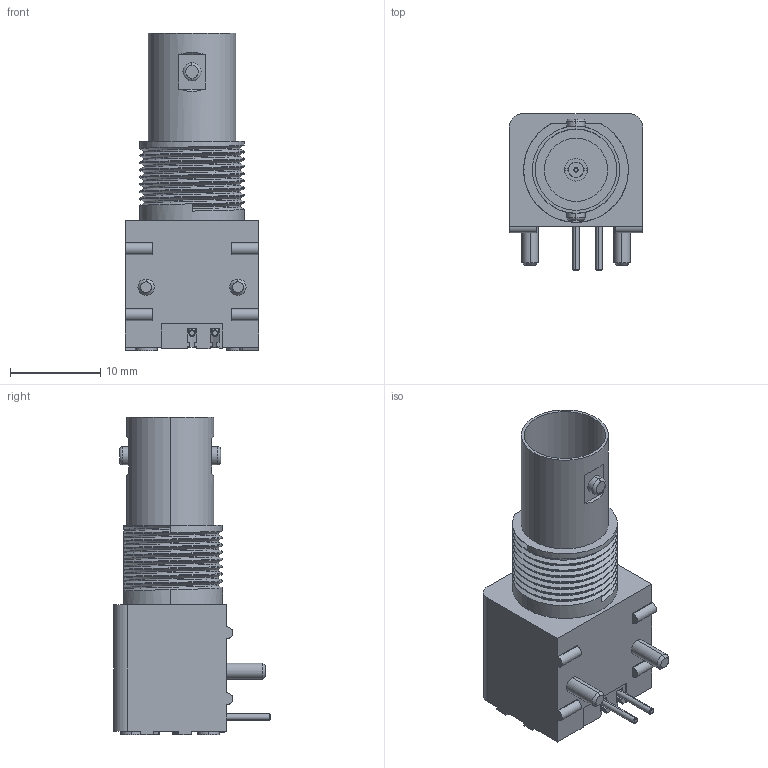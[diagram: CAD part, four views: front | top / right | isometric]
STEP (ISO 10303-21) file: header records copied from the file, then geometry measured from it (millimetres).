
FILE_DESCRIPTION (( 'STEP AP214' ), '1' );
FILE_NAME ('73137-5003.STEP', '2022-03-18T11:08:31', ( '' ), ( '' ), 'SwSTEP 2.0', 'SolidWorks 2018', '' );
FILE_SCHEMA (( 'AUTOMOTIVE_DESIGN' ));
Length unit declared in the file: millimetre
Products named in the file (1): 73137-5003
Bounding box: 14.76 x 17.35 x 35.18 mm (x, y, z)
Volume: 3285.3 mm3; surface area: 2934.5 mm2
Topology: 9 solids, 9 shells, 262 faces, 661 edges, 427 vertices
Faces by surface type: cylinder 104, plane 102, bspline 30, cone 14, torus 12
Entity records: 16802 total; most frequent: CARTESIAN_POINT 10590, ORIENTED_EDGE 1322, DIRECTION 1186, EDGE_CURVE 661, AXIS2_PLACEMENT_3D 427, VERTEX_POINT 427, VECTOR 332, LINE 332
